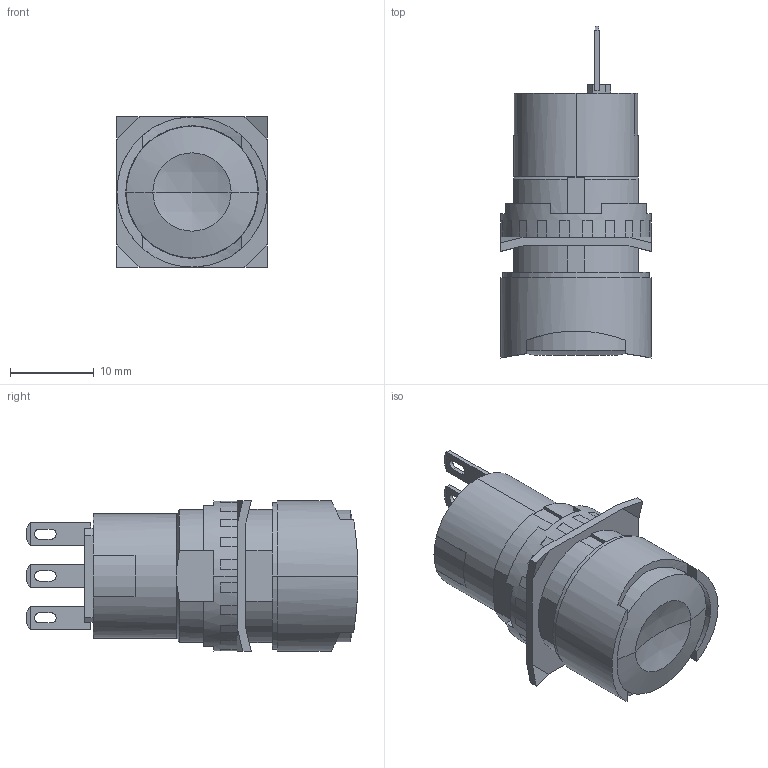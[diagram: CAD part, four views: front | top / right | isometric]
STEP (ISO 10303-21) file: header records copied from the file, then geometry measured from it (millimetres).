
FILE_DESCRIPTION(('starvars output'),'2;1');
FILE_NAME('XB6EAA31P_3D.stp','09:11:40 2020/04/08',( 'Thomas Industrial Network Germany GmbH'),( 'Thomas Industrial Network Germany GmbH'),'unknown preprocess','ACIS' ,'unknown authorization');
FILE_SCHEMA(('AUTOMOTIVE_DESIGN_CC2 {UNKNOWN IMPLEMENTATION LEVEL}'));
Length unit declared in the file: millimetre
Products named in the file (1): PRODUCT_ID_1
Bounding box: 18 x 39.6 x 18 mm (x, y, z)
Volume: 6638 mm3; surface area: 3174.8 mm2
Topology: 1 solids, 1 shells, 188 faces, 537 edges, 350 vertices
Faces by surface type: plane 131, cylinder 41, cone 12, sphere 4
Entity records: 7065 total; most frequent: CARTESIAN_POINT 1080, ORIENTED_EDGE 1074, DIRECTION 749, EDGE_CURVE 537, VERTEX_POINT 350, VECTOR 327, LINE 327, AXIS2_PLACEMENT_3D 211
